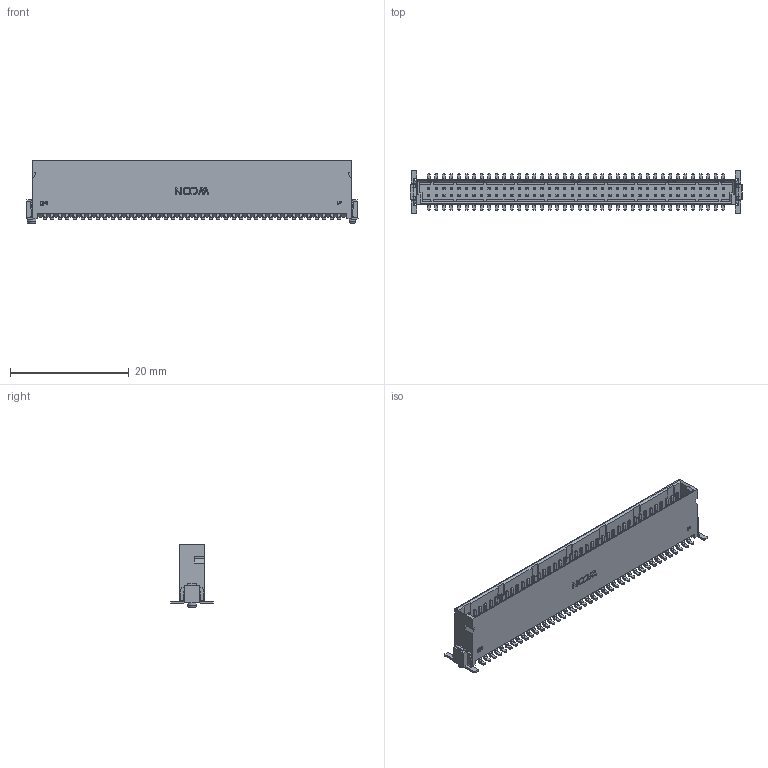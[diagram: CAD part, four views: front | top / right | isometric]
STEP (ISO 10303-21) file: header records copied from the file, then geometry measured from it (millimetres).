
FILE_DESCRIPTION( ('This file contains a STEP AP42 implementation' ,'as created by ZW3D STEP Interface translator.') ,'2;1' );
FILE_NAME( '3910-P080-099MS3WR1W.stp' ,'23 5 3.191333', (''), ('ZWCAD Software Co.'), 'Version 1.0', 'ZW3D to STEP translator', '' );
FILE_SCHEMA(('AUTOMOTIVE_DESIGN { 1 0 10303 214 1 1 1 1 }'));
Length unit declared in the file: millimetre
Products named in the file (2): 0; 3910-P080-099MS3WR1W
Bounding box: 55.85 x 7.2 x 10.55 mm (x, y, z)
Volume: 1211.1 mm3; surface area: 3380.4 mm2
Topology: 1 solids, 1 shells, 4289 faces, 11194 edges, 7081 vertices
Faces by surface type: plane 3385, cylinder 860, bspline 43, torus 1
Full cylindrical faces by diameter (mm): 1.45 x1
Entity records: 134921 total; most frequent: CARTESIAN_POINT 26058, ORIENTED_EDGE 22388, DIRECTION 20482, EDGE_CURVE 11194, VECTOR 8892, LINE 8892, VERTEX_POINT 7081, AXIS2_PLACEMENT_3D 5795
